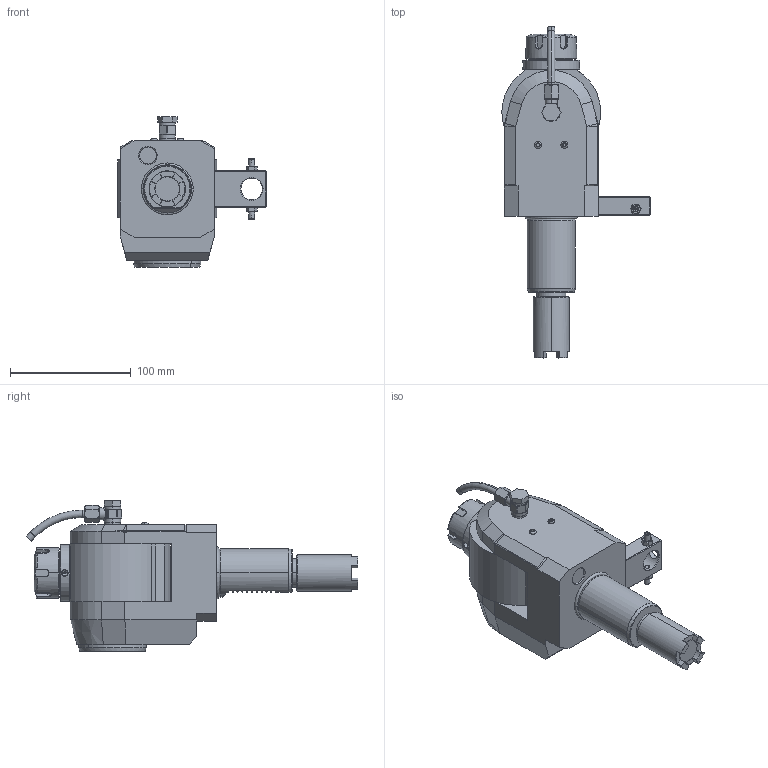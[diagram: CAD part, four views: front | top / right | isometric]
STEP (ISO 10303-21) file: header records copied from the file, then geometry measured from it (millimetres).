
FILE_DESCRIPTION((''),'2;1');
FILE_NAME('NGT1_40_551_25_2B','2021-08-20T',('vali'),('NOVA GRUP'),'PRO/ENGINEER BY PARAMETRIC TECHNOLOGY CORPORATION, 2010280','PRO/ENGINEER BY PARAMETRIC TECHNOLOGY CORPORATION, 2010280','');
FILE_SCHEMA(('CONFIG_CONTROL_DESIGN'));
Length unit declared in the file: millimetre
Products named in the file (1): NGT1_40_551_25_2B
Bounding box: 122.99 x 275.22 x 124.9 mm (x, y, z)
Volume: 975805.9 mm3; surface area: 90575.5 mm2
Topology: 1 solids, 3 shells, 623 faces, 1547 edges, 949 vertices
Faces by surface type: plane 276, cylinder 146, cone 87, bspline 78, torus 36
Entity records: 27386 total; most frequent: CARTESIAN_POINT 13463, ORIENTED_EDGE 3070, DIRECTION 2567, EDGE_CURVE 1535, VERTEX_POINT 949, AXIS2_PLACEMENT_3D 906, VECTOR 755, LINE 755
